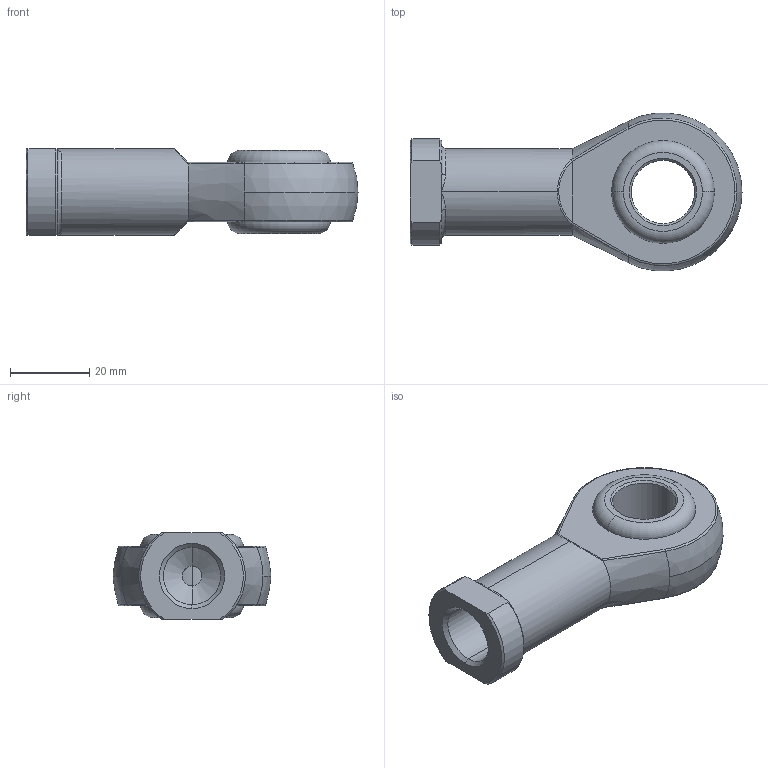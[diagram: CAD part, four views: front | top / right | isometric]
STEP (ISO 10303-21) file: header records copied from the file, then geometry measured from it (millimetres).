
FILE_DESCRIPTION (( 'STEP AP214' ), '1' );
FILE_NAME ('50 KMB-RE (16-1) .STEP', '2010-08-09T08:39:13', ( '' ), ( '' ), 'SwSTEP 2.0', 'SolidWorks 2010', '' );
FILE_SCHEMA (( 'AUTOMOTIVE_DESIGN' ));
Length unit declared in the file: millimetre
Products named in the file (1): 50  KMB-RE  (16-1) 
Bounding box: 84 x 39.95 x 22 mm (x, y, z)
Volume: 28043.6 mm3; surface area: 10531.7 mm2
Topology: 1 solids, 1 shells, 60 faces, 144 edges, 85 vertices
Faces by surface type: cone 14, cylinder 12, bspline 12, plane 11, torus 9, sphere 2
Entity records: 2197 total; most frequent: CARTESIAN_POINT 854, ORIENTED_EDGE 280, DIRECTION 261, EDGE_CURVE 140, AXIS2_PLACEMENT_3D 114, VERTEX_POINT 85, EDGE_LOOP 65, CIRCLE 65
